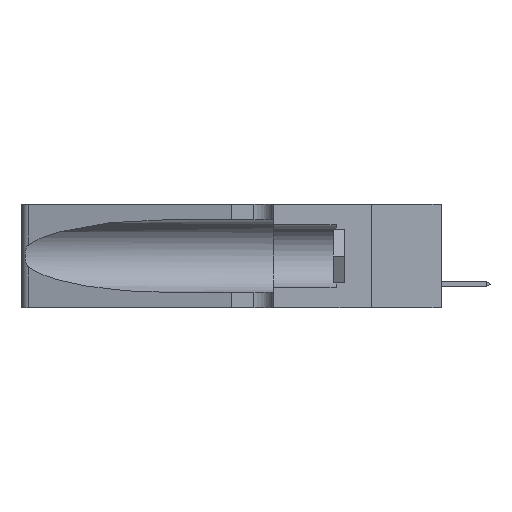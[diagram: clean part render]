
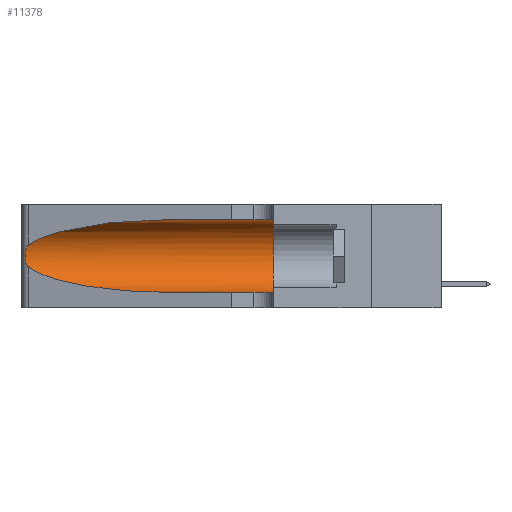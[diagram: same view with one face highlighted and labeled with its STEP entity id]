
A CAD part, left-side view. The second image highlights one B-rep face of the part: STEP entity #11378.
In plain terms, the highlighted cylindrical face has radius 3.308 mm (diameter 6.617 mm), a partial arc.
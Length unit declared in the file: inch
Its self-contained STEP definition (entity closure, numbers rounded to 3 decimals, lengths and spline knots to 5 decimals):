
#186 = CARTESIAN_POINT ( 'NONE',  ( 0.1305, 0.72297, 0.05475 ) ) ;
#1079 =( BOUNDED_CURVE ( )  B_SPLINE_CURVE ( 3, ( #7651, #30918, #20402, #2649 ),
 .UNSPECIFIED., .F., .T. ) 
 B_SPLINE_CURVE_WITH_KNOTS ( ( 4, 4 ),
 ( 3.44316, 4.71239 ),
 .UNSPECIFIED. ) 
 CURVE ( )  GEOMETRIC_REPRESENTATION_ITEM ( )  RATIONAL_B_SPLINE_CURVE ( ( 1., 0.87, 0.87, 1. ) ) 
 REPRESENTATION_ITEM ( '' )  );
#1489 = CARTESIAN_POINT ( 'NONE',  ( 0.25789, 1.23486, 0.15765 ) ) ;
#1503 = CARTESIAN_POINT ( 'NONE',  ( 0.25487, 1.22718, 0.14631 ) ) ;
#1553 = EDGE_CURVE ( 'NONE', #3872, #2301, #15369, .T. ) ;
#1597 = CARTESIAN_POINT ( 'NONE',  ( 0.25639, 1.23186, 0.15144 ) ) ;
#1774 = FACE_OUTER_BOUND ( 'NONE', #14070, .T. ) ;
#2301 = VERTEX_POINT ( 'NONE', #9453 ) ;
#2649 = CARTESIAN_POINT ( 'NONE',  ( 0.1305, 0.72297, 0.05475 ) ) ;
#2805 = ORIENTED_EDGE ( 'NONE', *, *, #27709, .F. ) ;
#3035 = CARTESIAN_POINT ( 'NONE',  ( 0.25487, 1.22718, 0.22369 ) ) ;
#3538 = CARTESIAN_POINT ( 'NONE',  ( 0.1305, 0.35, 0.185 ) ) ;
#3816 = CARTESIAN_POINT ( 'NONE',  ( 0.25487, 1.22718, 0.14631 ) ) ;
#3872 = VERTEX_POINT ( 'NONE', #30578 ) ;
#4940 = ORIENTED_EDGE ( 'NONE', *, *, #1553, .F. ) ;
#5122 = ORIENTED_EDGE ( 'NONE', *, *, #14855, .T. ) ;
#5825 = CARTESIAN_POINT ( 'NONE',  ( 0.1305, 1.61858, 0.185 ) ) ;
#6076 = DIRECTION ( 'NONE',  ( 0., 0., 1. ) ) ;
#6146 = CARTESIAN_POINT ( 'NONE',  ( 0.25787, 1.23484, 0.2124 ) ) ;
#6312 = EDGE_CURVE ( 'NONE', #18010, #21141, #21043, .T. ) ;
#6494 = CARTESIAN_POINT ( 'NONE',  ( 0.25856, 1.23593, 0.16098 ) ) ;
#6724 = CARTESIAN_POINT ( 'NONE',  ( 0.25555, 1.22993, 0.14849 ) ) ;
#7026 =( BOUNDED_CURVE ( )  B_SPLINE_CURVE ( 3, ( #23491, #15822, #8112, #13176 ),
 .UNSPECIFIED., .F., .T. ) 
 B_SPLINE_CURVE_WITH_KNOTS ( ( 4, 4 ),
 ( 1.5708, 2.84003 ),
 .UNSPECIFIED. ) 
 CURVE ( )  GEOMETRIC_REPRESENTATION_ITEM ( )  RATIONAL_B_SPLINE_CURVE ( ( 1., 0.87, 0.87, 1. ) ) 
 REPRESENTATION_ITEM ( '' )  );
#7651 = CARTESIAN_POINT ( 'NONE',  ( 0.25487, 1.22718, 0.14631 ) ) ;
#8112 = CARTESIAN_POINT ( 'NONE',  ( 0.2373, 1.15595, 0.28018 ) ) ;
#8736 = CARTESIAN_POINT ( 'NONE',  ( 0.25854, 1.2359, 0.20912 ) ) ;
#8965 = CARTESIAN_POINT ( 'NONE',  ( 0.26017, 1.23833, 0.17102 ) ) ;
#9303 = VERTEX_POINT ( 'NONE', #15949 ) ;
#9453 = CARTESIAN_POINT ( 'NONE',  ( 0.1305, 0.35, 0.31525 ) ) ;
#9950 = VECTOR ( 'NONE', #21766, 39.37008 ) ;
#11063 = ORIENTED_EDGE ( 'NONE', *, *, #14613, .T. ) ;
#11378 = ADVANCED_FACE ( 'NONE', ( #1774 ), #31480, .F. ) ;
#12538 = AXIS2_PLACEMENT_3D ( 'NONE', #5825, #21243, #24074 ) ;
#13176 = CARTESIAN_POINT ( 'NONE',  ( 0.25487, 1.22718, 0.22369 ) ) ;
#13659 = CARTESIAN_POINT ( 'NONE',  ( 0.1305, 1.61858, 0.05475 ) ) ;
#14070 = EDGE_LOOP ( 'NONE', ( #11063, #23064, #32024, #5122, #2805, #4940 ) ) ;
#14283 = CIRCLE ( 'NONE', #19078, 0.13025 ) ;
#14613 = EDGE_CURVE ( 'NONE', #3872, #18010, #7026, .T. ) ;
#14855 = EDGE_CURVE ( 'NONE', #24214, #9303, #15570, .T. ) ;
#15369 = LINE ( 'NONE', #15554, #28247 ) ;
#15554 = CARTESIAN_POINT ( 'NONE',  ( 0.1305, 1.61858, 0.31525 ) ) ;
#15570 = LINE ( 'NONE', #13659, #9950 ) ;
#15822 = CARTESIAN_POINT ( 'NONE',  ( 0.18966, 0.96281, 0.31525 ) ) ;
#15949 = CARTESIAN_POINT ( 'NONE',  ( 0.1305, 0.35, 0.05475 ) ) ;
#16919 = CARTESIAN_POINT ( 'NONE',  ( 0.25487, 1.22718, 0.22369 ) ) ;
#17959 = DIRECTION ( 'NONE',  ( 0., -1., 0. ) ) ;
#18010 = VERTEX_POINT ( 'NONE', #16919 ) ;
#18875 = CARTESIAN_POINT ( 'NONE',  ( 0.26018, 1.23835, 0.19895 ) ) ;
#19078 = AXIS2_PLACEMENT_3D ( 'NONE', #3538, #19268, #6076 ) ;
#19268 = DIRECTION ( 'NONE',  ( 0., 1., 0. ) ) ;
#20402 = CARTESIAN_POINT ( 'NONE',  ( 0.18966, 0.96281, 0.05475 ) ) ;
#21043 = B_SPLINE_CURVE_WITH_KNOTS ( 'NONE', 3,
 ( #3035, #25835, #31672, #6146, #8736, #18875, #31901, #29204, #8965, #6494, #1489, #1597, #6724, #3816 ),
 .UNSPECIFIED., .F., .F.,
 ( 4, 2, 2, 2, 2, 2, 4 ),
 ( 0., 0.00027, 0.00053, 0.00107, 0.0016, 0.00187, 0.00214 ),
 .UNSPECIFIED. ) ;
#21141 = VERTEX_POINT ( 'NONE', #1503 ) ;
#21243 = DIRECTION ( 'NONE',  ( 0., -1., 0. ) ) ;
#21766 = DIRECTION ( 'NONE',  ( 0., -1., 0. ) ) ;
#23064 = ORIENTED_EDGE ( 'NONE', *, *, #6312, .T. ) ;
#23491 = CARTESIAN_POINT ( 'NONE',  ( 0.1305, 0.72297, 0.31525 ) ) ;
#24074 = DIRECTION ( 'NONE',  ( 0., 0., -1. ) ) ;
#24214 = VERTEX_POINT ( 'NONE', #186 ) ;
#25634 = EDGE_CURVE ( 'NONE', #21141, #24214, #1079, .T. ) ;
#25835 = CARTESIAN_POINT ( 'NONE',  ( 0.25555, 1.22994, 0.2215 ) ) ;
#27709 = EDGE_CURVE ( 'NONE', #2301, #9303, #14283, .T. ) ;
#28247 = VECTOR ( 'NONE', #17959, 39.37008 ) ;
#29204 = CARTESIAN_POINT ( 'NONE',  ( 0.26075, 1.23896, 0.178 ) ) ;
#30578 = CARTESIAN_POINT ( 'NONE',  ( 0.1305, 0.72297, 0.31525 ) ) ;
#30918 = CARTESIAN_POINT ( 'NONE',  ( 0.2373, 1.15595, 0.08982 ) ) ;
#31480 = CYLINDRICAL_SURFACE ( 'NONE', #12538, 0.13025 ) ;
#31672 = CARTESIAN_POINT ( 'NONE',  ( 0.25639, 1.23184, 0.21858 ) ) ;
#31901 = CARTESIAN_POINT ( 'NONE',  ( 0.26075, 1.23896, 0.19203 ) ) ;
#32024 = ORIENTED_EDGE ( 'NONE', *, *, #25634, .T. ) ;
